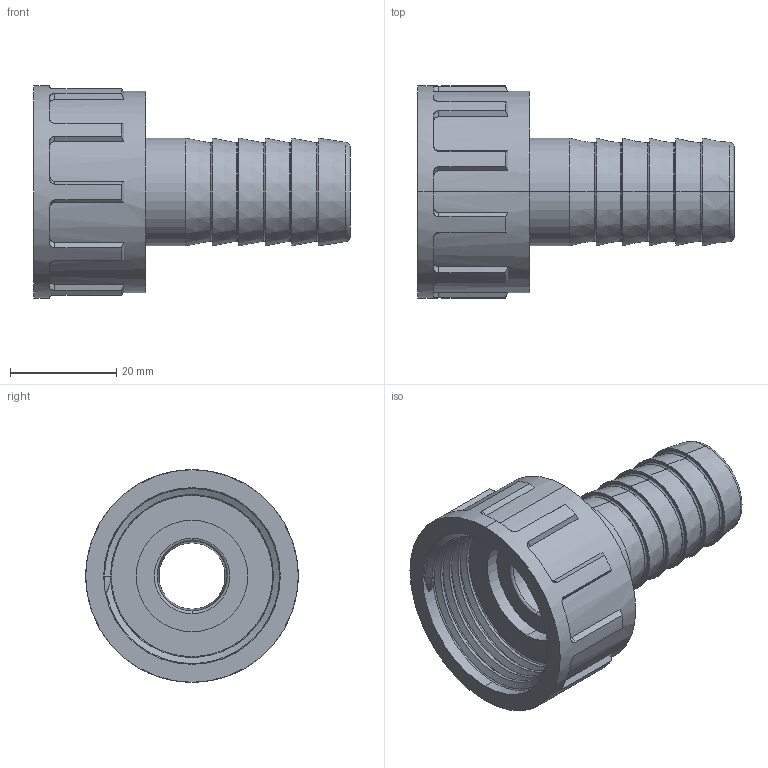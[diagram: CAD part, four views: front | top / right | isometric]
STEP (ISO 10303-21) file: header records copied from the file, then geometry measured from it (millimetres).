
FILE_DESCRIPTION (( 'STEP AP203' ), '1' );
FILE_NAME ('00120_0720.STEP', '2017-05-10T13:46:58', ( '' ), ( '' ), 'SwSTEP 2.0', 'SolidWorks 2011', '' );
FILE_SCHEMA (( 'CONFIG_CONTROL_DESIGN' ));
Length unit declared in the file: millimetre
Products named in the file (4): 00120_0720; 00125_0707; 00122_0707; 00123_0720
Assembly tree (3 placements, depth 2):
  00120_0720
    00125_0707
    00122_0707
    00123_0720
Bounding box: 59.6 x 40 x 40 mm (x, y, z)
Volume: 19771.7 mm3; surface area: 14662.5 mm2
Topology: 3 solids, 3 shells, 154 faces, 390 edges, 250 vertices
Faces by surface type: cylinder 51, plane 45, torus 27, cone 26, bspline 5
Entity records: 8663 total; most frequent: CARTESIAN_POINT 4655, ORIENTED_EDGE 780, DIRECTION 750, EDGE_CURVE 390, AXIS2_PLACEMENT_3D 311, VERTEX_POINT 250, EDGE_LOOP 168, CIRCLE 156
